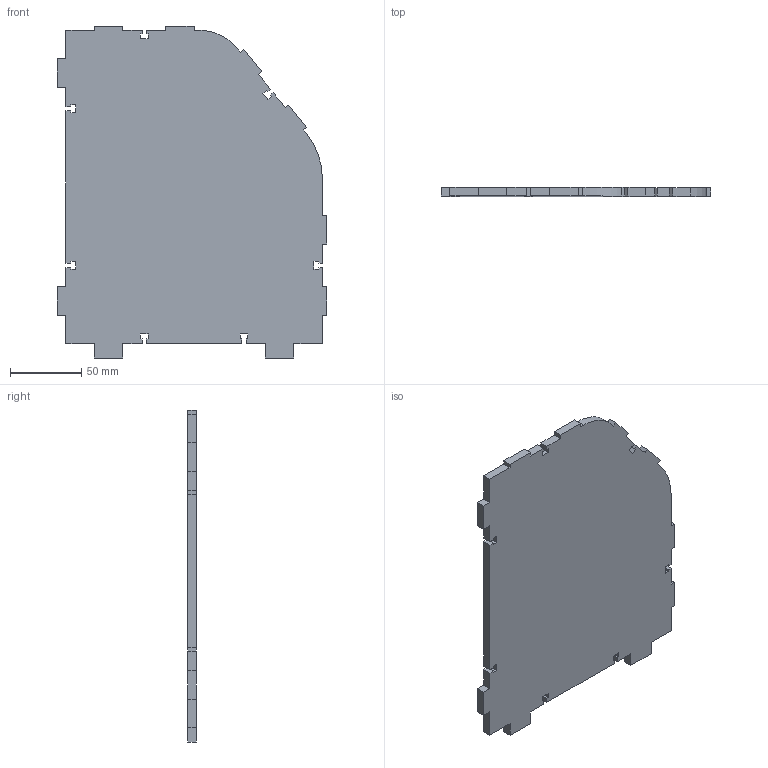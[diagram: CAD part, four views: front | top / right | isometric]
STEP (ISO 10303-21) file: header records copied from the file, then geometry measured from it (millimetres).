
FILE_DESCRIPTION( ( '' ), ' ' );
FILE_NAME( '5733921fe4b0a3372ef50cf5.step', '2016-05-11T20:12:16', ( '' ), ( '' ), ' ', ' ', ' ' );
FILE_SCHEMA( ( 'AUTOMOTIVE_DESIGN { 1 0 10303 214 1 1 1 1 }' ) );
Length unit declared in the file: metre
Products named in the file (1): Side
Bounding box: 189 x 6 x 233 mm (x, y, z)
Volume: 223853.6 mm3; surface area: 80487.2 mm2
Topology: 1 solids, 1 shells, 105 faces, 309 edges, 206 vertices
Faces by surface type: plane 103, cylinder 2
Entity records: 4283 total; most frequent: CARTESIAN_POINT 621, ORIENTED_EDGE 618, DIRECTION 525, EDGE_CURVE 309, LINE 305, VECTOR 305, VERTEX_POINT 206, AXIS2_PLACEMENT_3D 110
